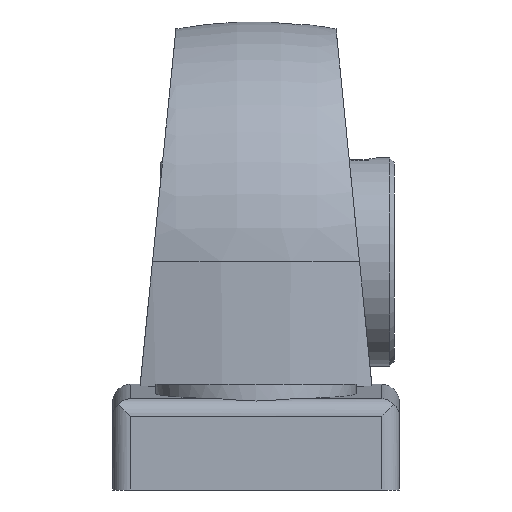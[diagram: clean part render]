
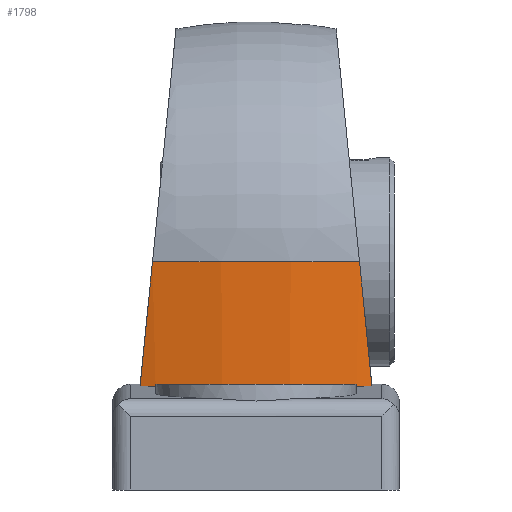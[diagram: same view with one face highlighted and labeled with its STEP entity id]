
A CAD part, front view. The second image highlights one B-rep face of the part: STEP entity #1798.
In plain terms, the highlighted cylindrical face has radius 60.579 mm (diameter 121.158 mm), a partial arc.
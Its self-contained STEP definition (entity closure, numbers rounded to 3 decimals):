
#383 = CARTESIAN_POINT ( 'NONE',  ( 14.26, -30.1, -5.503 ) ) ;
#566 =( BOUNDED_CURVE ( )  B_SPLINE_CURVE ( 3, ( #10858, #2641, #3367, #6004 ),
 .UNSPECIFIED., .F., .T. ) 
 B_SPLINE_CURVE_WITH_KNOTS ( ( 4, 4 ),
 ( 6.027, 6.062 ),
 .UNSPECIFIED. ) 
 CURVE ( )  GEOMETRIC_REPRESENTATION_ITEM ( )  RATIONAL_B_SPLINE_CURVE ( ( 1., 1., 1., 1. ) ) 
 REPRESENTATION_ITEM ( '' )  );
#725 = CIRCLE ( 'NONE', #7776, 60.579 ) ;
#795 = AXIS2_PLACEMENT_3D ( 'NONE', #7562, #3385, #9165 ) ;
#925 = VERTEX_POINT ( 'NONE', #2040 ) ;
#960 = CARTESIAN_POINT ( 'NONE',  ( -13.3, -30.322, -16.2 ) ) ;
#1027 = ORIENTED_EDGE ( 'NONE', *, *, #7825, .F. ) ;
#1130 = EDGE_CURVE ( 'NONE', #6458, #4532, #2191, .T. ) ;
#1372 = AXIS2_PLACEMENT_3D ( 'NONE', #5046, #1740, #8456 ) ;
#1378 = DIRECTION ( 'NONE',  ( 0., 0., 1. ) ) ;
#1641 = ORIENTED_EDGE ( 'NONE', *, *, #3430, .T. ) ;
#1740 = DIRECTION ( 'NONE',  ( 0., 0., -1. ) ) ;
#1798 = ADVANCED_FACE ( 'NONE', ( #4971 ), #4261, .T. ) ;
#1862 = CARTESIAN_POINT ( 'NONE',  ( -13.3, -30.322, -16.378 ) ) ;
#1919 = VERTEX_POINT ( 'NONE', #8776 ) ;
#2040 = CARTESIAN_POINT ( 'NONE',  ( 13.3, -30.322, -16.479 ) ) ;
#2060 = CARTESIAN_POINT ( 'NONE',  ( 13.3, -30.322, -16.2 ) ) ;
#2191 =( BOUNDED_CURVE ( )  B_SPLINE_CURVE ( 3, ( #8152, #3959, #2200, #7379 ),
 .UNSPECIFIED., .F., .T. ) 
 B_SPLINE_CURVE_WITH_KNOTS ( ( 4, 4 ),
 ( 4.941, 4.969 ),
 .UNSPECIFIED. ) 
 CURVE ( )  GEOMETRIC_REPRESENTATION_ITEM ( )  RATIONAL_B_SPLINE_CURVE ( ( 1., 1., 1., 1. ) ) 
 REPRESENTATION_ITEM ( '' )  );
#2200 = CARTESIAN_POINT ( 'NONE',  ( -14.812, -29.964, -10.988 ) ) ;
#2318 = CARTESIAN_POINT ( 'NONE',  ( 13.3, -30.322, -16.378 ) ) ;
#2641 = CARTESIAN_POINT ( 'NONE',  ( 14.678, -29.999, -16.462 ) ) ;
#2790 = DIRECTION ( 'NONE',  ( 0., 0., 1. ) ) ;
#2915 = CARTESIAN_POINT ( 'NONE',  ( -15.362, -29.82, -16.453 ) ) ;
#3146 = DIRECTION ( 'NONE',  ( -1., 0., 0. ) ) ;
#3192 =( BOUNDED_CURVE ( )  B_SPLINE_CURVE ( 3, ( #6134, #4588, #10489, #6300 ),
 .UNSPECIFIED., .F., .T. ) 
 B_SPLINE_CURVE_WITH_KNOTS ( ( 4, 4 ),
 ( 0.221, 0.256 ),
 .UNSPECIFIED. ) 
 CURVE ( )  GEOMETRIC_REPRESENTATION_ITEM ( )  RATIONAL_B_SPLINE_CURVE ( ( 1., 1., 1., 1. ) ) 
 REPRESENTATION_ITEM ( '' )  );
#3367 = CARTESIAN_POINT ( 'NONE',  ( 13.99, -30.167, -16.471 ) ) ;
#3385 = DIRECTION ( 'NONE',  ( 0., 0., 1. ) ) ;
#3430 = EDGE_CURVE ( 'NONE', #5552, #6050, #6210, .T. ) ;
#3655 = CARTESIAN_POINT ( 'NONE',  ( 13.706, -30.229, 0. ) ) ;
#3959 = CARTESIAN_POINT ( 'NONE',  ( -14.26, -30.1, -5.503 ) ) ;
#4261 = CYLINDRICAL_SURFACE ( 'NONE', #795, 60.579 ) ;
#4371 = CARTESIAN_POINT ( 'NONE',  ( -13.706, -30.229, 0. ) ) ;
#4532 = VERTEX_POINT ( 'NONE', #2915 ) ;
#4588 = CARTESIAN_POINT ( 'NONE',  ( -13.99, -30.167, -16.471 ) ) ;
#4796 = LINE ( 'NONE', #2318, #7876 ) ;
#4971 = FACE_OUTER_BOUND ( 'NONE', #6704, .T. ) ;
#5046 = CARTESIAN_POINT ( 'NONE',  ( 0., 28.779, 0. ) ) ;
#5108 = EDGE_CURVE ( 'NONE', #8490, #925, #4796, .T. ) ;
#5552 = VERTEX_POINT ( 'NONE', #8579 ) ;
#5567 = VECTOR ( 'NONE', #2790, 1000. ) ;
#5683 = DIRECTION ( 'NONE',  ( 0., 0., -1. ) ) ;
#5690 = ORIENTED_EDGE ( 'NONE', *, *, #1130, .T. ) ;
#5929 = EDGE_CURVE ( 'NONE', #1919, #6458, #10882, .T. ) ;
#6004 = CARTESIAN_POINT ( 'NONE',  ( 13.3, -30.322, -16.479 ) ) ;
#6050 = VERTEX_POINT ( 'NONE', #960 ) ;
#6133 = CARTESIAN_POINT ( 'NONE',  ( 15.362, -29.82, -16.453 ) ) ;
#6134 = CARTESIAN_POINT ( 'NONE',  ( -13.3, -30.322, -16.479 ) ) ;
#6210 = LINE ( 'NONE', #1862, #5567 ) ;
#6300 = CARTESIAN_POINT ( 'NONE',  ( -15.362, -29.82, -16.453 ) ) ;
#6458 = VERTEX_POINT ( 'NONE', #4371 ) ;
#6617 = CARTESIAN_POINT ( 'NONE',  ( 0., 28.779, -16.2 ) ) ;
#6676 = ORIENTED_EDGE ( 'NONE', *, *, #5108, .T. ) ;
#6704 = EDGE_LOOP ( 'NONE', ( #1641, #9759, #6676, #1027, #6799, #8903, #5690, #10270 ) ) ;
#6799 = ORIENTED_EDGE ( 'NONE', *, *, #8526, .T. ) ;
#7099 = VERTEX_POINT ( 'NONE', #9883 ) ;
#7285 =( BOUNDED_CURVE ( )  B_SPLINE_CURVE ( 3, ( #6133, #8728, #383, #3655 ),
 .UNSPECIFIED., .F., .T. ) 
 B_SPLINE_CURVE_WITH_KNOTS ( ( 4, 4 ),
 ( 4.456, 4.484 ),
 .UNSPECIFIED. ) 
 CURVE ( )  GEOMETRIC_REPRESENTATION_ITEM ( )  RATIONAL_B_SPLINE_CURVE ( ( 1., 1., 1., 1. ) ) 
 REPRESENTATION_ITEM ( '' )  );
#7379 = CARTESIAN_POINT ( 'NONE',  ( -15.362, -29.82, -16.453 ) ) ;
#7562 = CARTESIAN_POINT ( 'NONE',  ( 0., 28.779, -17.2 ) ) ;
#7678 = EDGE_CURVE ( 'NONE', #6050, #8490, #725, .T. ) ;
#7776 = AXIS2_PLACEMENT_3D ( 'NONE', #6617, #1378, #3146 ) ;
#7825 = EDGE_CURVE ( 'NONE', #7099, #925, #566, .T. ) ;
#7876 = VECTOR ( 'NONE', #5683, 1000. ) ;
#8152 = CARTESIAN_POINT ( 'NONE',  ( -13.706, -30.229, 0. ) ) ;
#8456 = DIRECTION ( 'NONE',  ( -1., 0., 0. ) ) ;
#8490 = VERTEX_POINT ( 'NONE', #2060 ) ;
#8526 = EDGE_CURVE ( 'NONE', #7099, #1919, #7285, .T. ) ;
#8579 = CARTESIAN_POINT ( 'NONE',  ( -13.3, -30.322, -16.479 ) ) ;
#8728 = CARTESIAN_POINT ( 'NONE',  ( 14.812, -29.964, -10.988 ) ) ;
#8776 = CARTESIAN_POINT ( 'NONE',  ( 13.706, -30.229, 0. ) ) ;
#8903 = ORIENTED_EDGE ( 'NONE', *, *, #5929, .T. ) ;
#9165 = DIRECTION ( 'NONE',  ( -1., 0., 0. ) ) ;
#9690 = EDGE_CURVE ( 'NONE', #5552, #4532, #3192, .T. ) ;
#9759 = ORIENTED_EDGE ( 'NONE', *, *, #7678, .T. ) ;
#9883 = CARTESIAN_POINT ( 'NONE',  ( 15.362, -29.82, -16.453 ) ) ;
#10270 = ORIENTED_EDGE ( 'NONE', *, *, #9690, .F. ) ;
#10489 = CARTESIAN_POINT ( 'NONE',  ( -14.678, -29.999, -16.462 ) ) ;
#10858 = CARTESIAN_POINT ( 'NONE',  ( 15.362, -29.82, -16.453 ) ) ;
#10882 = CIRCLE ( 'NONE', #1372, 60.579 ) ;
